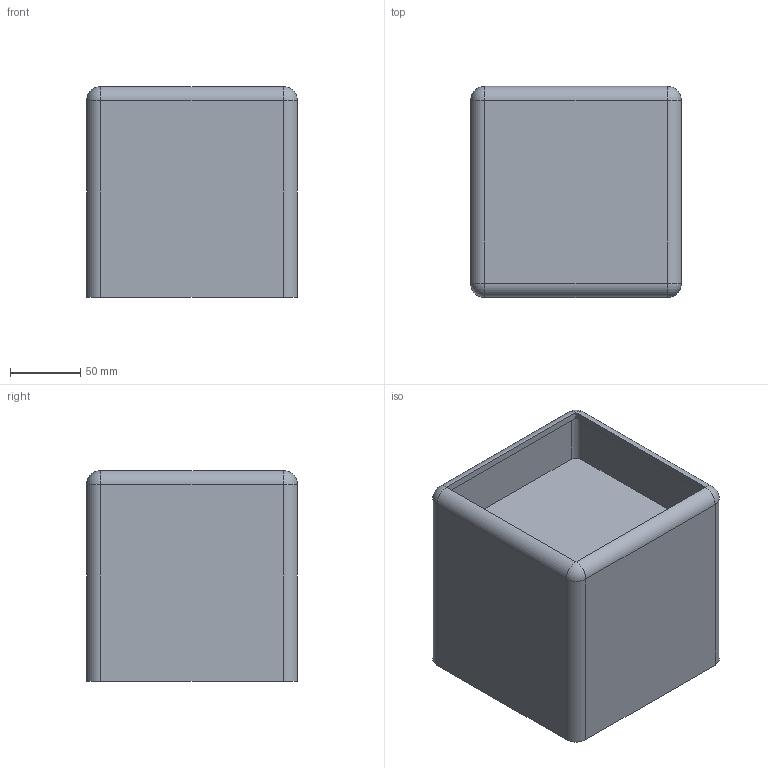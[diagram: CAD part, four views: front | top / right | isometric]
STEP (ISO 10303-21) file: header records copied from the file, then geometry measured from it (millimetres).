
FILE_DESCRIPTION (( 'STEP AP203' ), '1' );
FILE_NAME ('case.STEP', '2023-12-19T02:40:22', ( '' ), ( '' ), 'SwSTEP 2.0', 'SolidWorks 2023', '' );
FILE_SCHEMA (( 'CONFIG_CONTROL_DESIGN' ));
Length unit declared in the file: centimetre
Products named in the file (1): case
Bounding box: 150 x 150 x 150 mm (x, y, z)
Volume: 524171.8 mm3; surface area: 215032.4 mm2
Topology: 1 solids, 1 shells, 43 faces, 108 edges, 64 vertices
Faces by surface type: plane 23, cylinder 16, sphere 4
Entity records: 1323 total; most frequent: DIRECTION 224, CARTESIAN_POINT 212, ORIENTED_EDGE 208, EDGE_CURVE 104, AXIS2_PLACEMENT_3D 76, LINE 72, VECTOR 72, VERTEX_POINT 64
